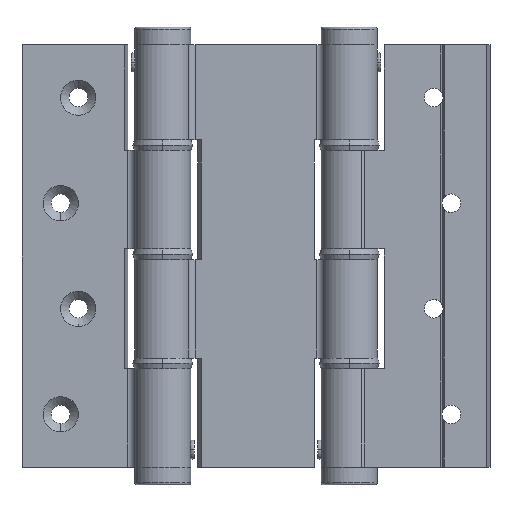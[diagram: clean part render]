
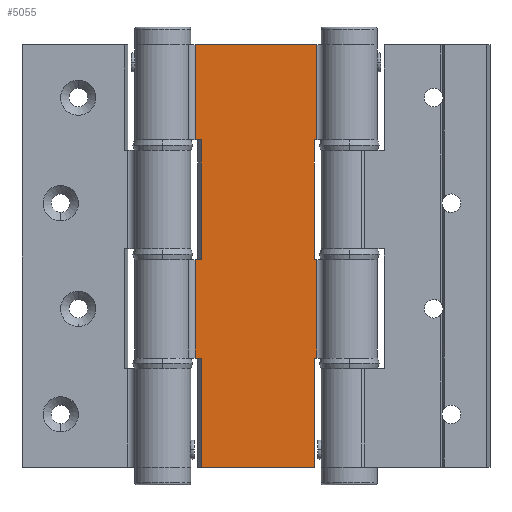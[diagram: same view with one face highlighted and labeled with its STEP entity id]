
A CAD part, front view. The second image highlights one B-rep face of the part: STEP entity #5055.
In plain terms, the highlighted planar face has unit normal (0, -1, 0).
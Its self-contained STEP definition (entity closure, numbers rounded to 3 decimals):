
#2 = VECTOR ( 'NONE', #3951, 1000. ) ;
#62 = EDGE_CURVE ( 'NONE', #2666, #2339, #4232, .T. ) ;
#88 = DIRECTION ( 'NONE',  ( 0., -1., 0. ) ) ;
#190 = EDGE_CURVE ( 'NONE', #1104, #693, #5101, .T. ) ;
#249 = VECTOR ( 'NONE', #3687, 1000. ) ;
#252 = CARTESIAN_POINT ( 'NONE',  ( 17.335, -2., 33. ) ) ;
#285 = CARTESIAN_POINT ( 'NONE',  ( 16.572, -2., -29. ) ) ;
#325 = DIRECTION ( 'NONE',  ( 1., 0., 0. ) ) ;
#326 = DIRECTION ( 'NONE',  ( -1., 0., 0. ) ) ;
#375 = VECTOR ( 'NONE', #2163, 1000. ) ;
#424 = CARTESIAN_POINT ( 'NONE',  ( -26.5, -2., -1. ) ) ;
#559 = DIRECTION ( 'NONE',  ( 0., 0., -1. ) ) ;
#578 = CARTESIAN_POINT ( 'NONE',  ( -17.335, -2., 33. ) ) ;
#584 = DIRECTION ( 'NONE',  ( 1., 0., 0. ) ) ;
#617 = AXIS2_PLACEMENT_3D ( 'NONE', #4826, #88, #3132 ) ;
#683 = DIRECTION ( 'NONE',  ( 0., 0., 1. ) ) ;
#693 = VERTEX_POINT ( 'NONE', #3412 ) ;
#721 = DIRECTION ( 'NONE',  ( 0., 0., 1. ) ) ;
#742 = LINE ( 'NONE', #2502, #2910 ) ;
#746 = VECTOR ( 'NONE', #1112, 1000. ) ;
#774 = CARTESIAN_POINT ( 'NONE',  ( -26.5, -2., -29. ) ) ;
#783 = VECTOR ( 'NONE', #4830, 1000. ) ;
#792 = EDGE_CURVE ( 'NONE', #3638, #4024, #4226, .T. ) ;
#919 = ORIENTED_EDGE ( 'NONE', *, *, #1177, .F. ) ;
#1007 = EDGE_LOOP ( 'NONE', ( #4352, #4440, #4750, #3451, #3769, #3499, #2190, #2640, #1792, #2798, #919, #3956, #5137, #3083, #5315, #1923 ) ) ;
#1046 = EDGE_CURVE ( 'NONE', #5189, #2666, #4994, .T. ) ;
#1089 = VECTOR ( 'NONE', #721, 1000. ) ;
#1104 = VERTEX_POINT ( 'NONE', #2600 ) ;
#1112 = DIRECTION ( 'NONE',  ( -1., 0., 0. ) ) ;
#1177 = EDGE_CURVE ( 'NONE', #693, #3714, #2318, .T. ) ;
#1234 = VERTEX_POINT ( 'NONE', #4819 ) ;
#1271 = EDGE_CURVE ( 'NONE', #1234, #3638, #5342, .T. ) ;
#1292 = CARTESIAN_POINT ( 'NONE',  ( 17.335, -2., 60. ) ) ;
#1360 = LINE ( 'NONE', #424, #1628 ) ;
#1380 = VERTEX_POINT ( 'NONE', #285 ) ;
#1393 = VERTEX_POINT ( 'NONE', #3336 ) ;
#1416 = FACE_OUTER_BOUND ( 'NONE', #1007, .T. ) ;
#1431 = LINE ( 'NONE', #2404, #2718 ) ;
#1560 = LINE ( 'NONE', #4120, #249 ) ;
#1590 = VERTEX_POINT ( 'NONE', #1748 ) ;
#1628 = VECTOR ( 'NONE', #3440, 1000. ) ;
#1660 = DIRECTION ( 'NONE',  ( -1., 0., 0. ) ) ;
#1699 = CARTESIAN_POINT ( 'NONE',  ( 17.335, -2., -1. ) ) ;
#1703 = VECTOR ( 'NONE', #2633, 1000. ) ;
#1748 = CARTESIAN_POINT ( 'NONE',  ( 17.335, -2., -29. ) ) ;
#1761 = VECTOR ( 'NONE', #683, 1000. ) ;
#1792 = ORIENTED_EDGE ( 'NONE', *, *, #2545, .T. ) ;
#1873 = EDGE_CURVE ( 'NONE', #3714, #5141, #742, .T. ) ;
#1923 = ORIENTED_EDGE ( 'NONE', *, *, #1271, .F. ) ;
#1978 = VERTEX_POINT ( 'NONE', #1699 ) ;
#2020 = EDGE_CURVE ( 'NONE', #1978, #5189, #1360, .T. ) ;
#2163 = DIRECTION ( 'NONE',  ( 1., 0., 0. ) ) ;
#2190 = ORIENTED_EDGE ( 'NONE', *, *, #5541, .T. ) ;
#2300 = EDGE_CURVE ( 'NONE', #1234, #1380, #1431, .T. ) ;
#2318 = LINE ( 'NONE', #4350, #2 ) ;
#2339 = VERTEX_POINT ( 'NONE', #252 ) ;
#2404 = CARTESIAN_POINT ( 'NONE',  ( 16.572, -2., -113.151 ) ) ;
#2414 = EDGE_CURVE ( 'NONE', #1590, #1978, #3300, .T. ) ;
#2486 = VERTEX_POINT ( 'NONE', #1292 ) ;
#2502 = CARTESIAN_POINT ( 'NONE',  ( -26.5, -2., 33. ) ) ;
#2545 = EDGE_CURVE ( 'NONE', #4953, #5141, #2986, .T. ) ;
#2561 = CARTESIAN_POINT ( 'NONE',  ( 16.572, -2., -113.151 ) ) ;
#2600 = CARTESIAN_POINT ( 'NONE',  ( -17.335, -2., -1. ) ) ;
#2631 = VECTOR ( 'NONE', #326, 1000. ) ;
#2633 = DIRECTION ( 'NONE',  ( 0., 0., -1. ) ) ;
#2634 = CARTESIAN_POINT ( 'NONE',  ( -17.335, -2., 60. ) ) ;
#2640 = ORIENTED_EDGE ( 'NONE', *, *, #2950, .F. ) ;
#2647 = VECTOR ( 'NONE', #584, 1000. ) ;
#2666 = VERTEX_POINT ( 'NONE', #3158 ) ;
#2695 = CARTESIAN_POINT ( 'NONE',  ( -15.5, -2., -113.151 ) ) ;
#2715 = CARTESIAN_POINT ( 'NONE',  ( -17.335, -2., -113.151 ) ) ;
#2718 = VECTOR ( 'NONE', #4979, 1000. ) ;
#2772 = LINE ( 'NONE', #774, #2631 ) ;
#2773 = CARTESIAN_POINT ( 'NONE',  ( -15.5, -2., 33. ) ) ;
#2798 = ORIENTED_EDGE ( 'NONE', *, *, #1873, .F. ) ;
#2843 = CARTESIAN_POINT ( 'NONE',  ( -26.5, -2., -60. ) ) ;
#2910 = VECTOR ( 'NONE', #1660, 1000. ) ;
#2950 = EDGE_CURVE ( 'NONE', #4953, #2486, #4789, .T. ) ;
#2986 = LINE ( 'NONE', #4762, #1703 ) ;
#3007 = DIRECTION ( 'NONE',  ( 0., 0., 1. ) ) ;
#3083 = ORIENTED_EDGE ( 'NONE', *, *, #4709, .F. ) ;
#3119 = EDGE_CURVE ( 'NONE', #1380, #1590, #1560, .T. ) ;
#3132 = DIRECTION ( 'NONE',  ( 0., 0., -1. ) ) ;
#3158 = CARTESIAN_POINT ( 'NONE',  ( 16.572, -2., 33. ) ) ;
#3300 = LINE ( 'NONE', #4579, #1089 ) ;
#3336 = CARTESIAN_POINT ( 'NONE',  ( -17.335, -2., -29. ) ) ;
#3412 = CARTESIAN_POINT ( 'NONE',  ( -15.5, -2., -1. ) ) ;
#3420 = LINE ( 'NONE', #2715, #4444 ) ;
#3440 = DIRECTION ( 'NONE',  ( -1., 0., 0. ) ) ;
#3451 = ORIENTED_EDGE ( 'NONE', *, *, #2020, .T. ) ;
#3499 = ORIENTED_EDGE ( 'NONE', *, *, #62, .T. ) ;
#3602 = CARTESIAN_POINT ( 'NONE',  ( -26.5, -2., 60. ) ) ;
#3638 = VERTEX_POINT ( 'NONE', #4033 ) ;
#3687 = DIRECTION ( 'NONE',  ( 1., 0., 0. ) ) ;
#3699 = CARTESIAN_POINT ( 'NONE',  ( 17.335, -2., -113.151 ) ) ;
#3714 = VERTEX_POINT ( 'NONE', #2773 ) ;
#3769 = ORIENTED_EDGE ( 'NONE', *, *, #1046, .T. ) ;
#3868 = VECTOR ( 'NONE', #3007, 1000. ) ;
#3924 = LINE ( 'NONE', #3699, #1761 ) ;
#3951 = DIRECTION ( 'NONE',  ( 0., 0., 1. ) ) ;
#3956 = ORIENTED_EDGE ( 'NONE', *, *, #190, .F. ) ;
#3977 = PLANE ( 'NONE',  #617 ) ;
#4024 = VERTEX_POINT ( 'NONE', #4647 ) ;
#4033 = CARTESIAN_POINT ( 'NONE',  ( -15.5, -2., -60. ) ) ;
#4120 = CARTESIAN_POINT ( 'NONE',  ( -26.5, -2., -29. ) ) ;
#4226 = LINE ( 'NONE', #2695, #783 ) ;
#4232 = LINE ( 'NONE', #4648, #5377 ) ;
#4350 = CARTESIAN_POINT ( 'NONE',  ( -15.5, -2., -113.151 ) ) ;
#4352 = ORIENTED_EDGE ( 'NONE', *, *, #2300, .T. ) ;
#4440 = ORIENTED_EDGE ( 'NONE', *, *, #3119, .T. ) ;
#4444 = VECTOR ( 'NONE', #559, 1000. ) ;
#4476 = CARTESIAN_POINT ( 'NONE',  ( 16.572, -2., -1. ) ) ;
#4579 = CARTESIAN_POINT ( 'NONE',  ( 17.335, -2., -113.151 ) ) ;
#4647 = CARTESIAN_POINT ( 'NONE',  ( -15.5, -2., -29. ) ) ;
#4648 = CARTESIAN_POINT ( 'NONE',  ( -26.5, -2., 33. ) ) ;
#4709 = EDGE_CURVE ( 'NONE', #4024, #1393, #2772, .T. ) ;
#4722 = CARTESIAN_POINT ( 'NONE',  ( -26.5, -2., -1. ) ) ;
#4750 = ORIENTED_EDGE ( 'NONE', *, *, #2414, .T. ) ;
#4762 = CARTESIAN_POINT ( 'NONE',  ( -17.335, -2., -113.151 ) ) ;
#4789 = LINE ( 'NONE', #3602, #2647 ) ;
#4819 = CARTESIAN_POINT ( 'NONE',  ( 16.572, -2., -60. ) ) ;
#4826 = CARTESIAN_POINT ( 'NONE',  ( -26.5, -2., -113.151 ) ) ;
#4830 = DIRECTION ( 'NONE',  ( 0., 0., 1. ) ) ;
#4953 = VERTEX_POINT ( 'NONE', #2634 ) ;
#4979 = DIRECTION ( 'NONE',  ( 0., 0., 1. ) ) ;
#4994 = LINE ( 'NONE', #2561, #3868 ) ;
#5055 = ADVANCED_FACE ( 'NONE', ( #1416 ), #3977, .T. ) ;
#5101 = LINE ( 'NONE', #4722, #375 ) ;
#5107 = EDGE_CURVE ( 'NONE', #1104, #1393, #3420, .T. ) ;
#5137 = ORIENTED_EDGE ( 'NONE', *, *, #5107, .T. ) ;
#5141 = VERTEX_POINT ( 'NONE', #578 ) ;
#5189 = VERTEX_POINT ( 'NONE', #4476 ) ;
#5315 = ORIENTED_EDGE ( 'NONE', *, *, #792, .F. ) ;
#5342 = LINE ( 'NONE', #2843, #746 ) ;
#5377 = VECTOR ( 'NONE', #325, 1000. ) ;
#5541 = EDGE_CURVE ( 'NONE', #2339, #2486, #3924, .T. ) ;
